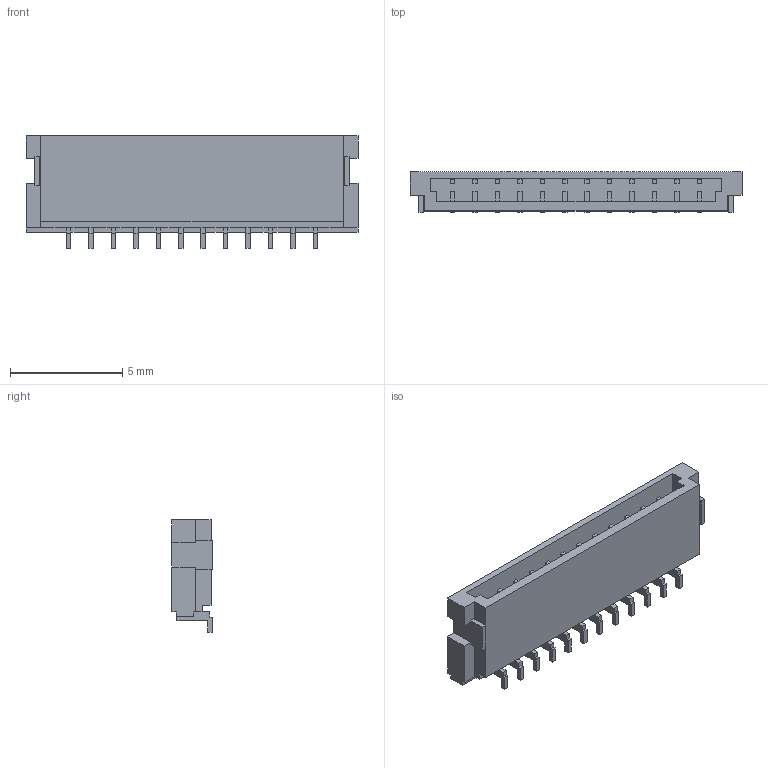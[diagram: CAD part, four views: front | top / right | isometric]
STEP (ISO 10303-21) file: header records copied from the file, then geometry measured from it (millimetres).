
FILE_DESCRIPTION (( 'STEP AP214' ), '1' );
FILE_NAME ('SM12B-SHLS-TF(修正).STEP', '2022-02-16T08:02:44', ( '' ), ( '' ), 'SwSTEP 2.0', 'SolidWorks 2012', '' );
FILE_SCHEMA (( 'AUTOMOTIVE_DESIGN' ));
Length unit declared in the file: millimetre
Products named in the file (1): SM12B-SHLS-TF(修正)
Bounding box: 14.8 x 1.8 x 5 mm (x, y, z)
Volume: 71.4 mm3; surface area: 334.5 mm2
Topology: 1 solids, 1 shells, 293 faces, 810 edges, 532 vertices
Faces by surface type: plane 293
Entity records: 12182 total; most frequent: CARTESIAN_POINT 1636, ORIENTED_EDGE 1620, DIRECTION 1398, EDGE_CURVE 810, LINE 810, VECTOR 810, VERTEX_POINT 532, EDGE_LOOP 306
